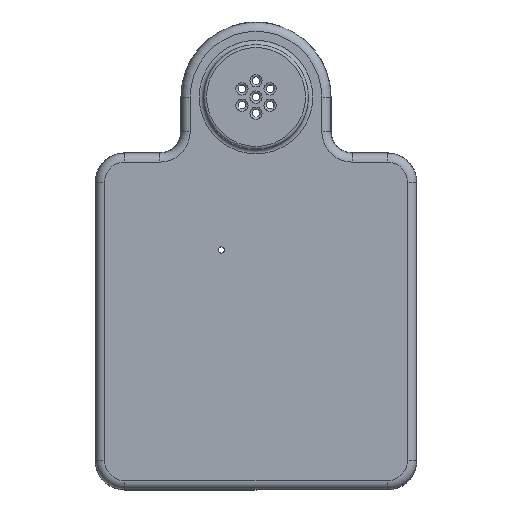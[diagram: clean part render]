
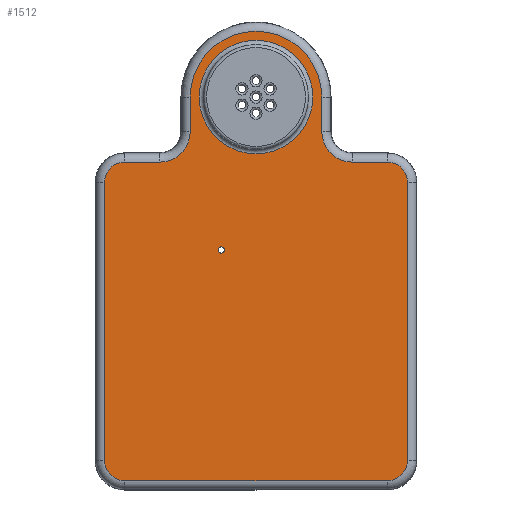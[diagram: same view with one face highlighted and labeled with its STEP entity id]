
A CAD part, top view. The second image highlights one B-rep face of the part: STEP entity #1512.
In plain terms, the highlighted planar face has unit normal (0, 0, 1).
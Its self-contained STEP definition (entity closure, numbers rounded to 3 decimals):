
#366=PLANE('',#4897);
#572=LINE('',#7167,#857);
#573=LINE('',#7172,#858);
#574=LINE('',#7176,#859);
#575=LINE('',#7180,#860);
#576=LINE('',#7184,#861);
#577=LINE('',#7188,#862);
#578=LINE('',#7192,#863);
#857=VECTOR('',#5275,1.);
#858=VECTOR('',#5278,1.);
#859=VECTOR('',#5281,1.);
#860=VECTOR('',#5284,1.);
#861=VECTOR('',#5287,1.);
#862=VECTOR('',#5290,1.);
#863=VECTOR('',#5293,1.);
#1512=ADVANCED_FACE('',(#1837,#1838,#1839),#366,.T.);
#1837=FACE_BOUND('',#1937,.T.);
#1838=FACE_BOUND('',#1938,.T.);
#1839=FACE_BOUND('',#1939,.T.);
#1937=EDGE_LOOP('',(#2424,#2425,#2426,#2427,#2428,#2429,#2430,#2431,#2432,
#2433,#2434,#2435,#2436,#2437));
#1938=EDGE_LOOP('',(#2438));
#1939=EDGE_LOOP('',(#2439));
#2424=ORIENTED_EDGE('',*,*,#4255,.T.);
#2425=ORIENTED_EDGE('',*,*,#4256,.T.);
#2426=ORIENTED_EDGE('',*,*,#4257,.T.);
#2427=ORIENTED_EDGE('',*,*,#4258,.T.);
#2428=ORIENTED_EDGE('',*,*,#4259,.T.);
#2429=ORIENTED_EDGE('',*,*,#4260,.T.);
#2430=ORIENTED_EDGE('',*,*,#4261,.T.);
#2431=ORIENTED_EDGE('',*,*,#4262,.T.);
#2432=ORIENTED_EDGE('',*,*,#4263,.T.);
#2433=ORIENTED_EDGE('',*,*,#4264,.T.);
#2434=ORIENTED_EDGE('',*,*,#4265,.T.);
#2435=ORIENTED_EDGE('',*,*,#4266,.T.);
#2436=ORIENTED_EDGE('',*,*,#4267,.T.);
#2437=ORIENTED_EDGE('',*,*,#4268,.T.);
#2438=ORIENTED_EDGE('',*,*,#4269,.T.);
#2439=ORIENTED_EDGE('',*,*,#4270,.T.);
#3798=VERTEX_POINT('',#7168);
#3799=VERTEX_POINT('',#7169);
#3800=VERTEX_POINT('',#7171);
#3801=VERTEX_POINT('',#7173);
#3802=VERTEX_POINT('',#7175);
#3803=VERTEX_POINT('',#7177);
#3804=VERTEX_POINT('',#7179);
#3805=VERTEX_POINT('',#7181);
#3806=VERTEX_POINT('',#7183);
#3807=VERTEX_POINT('',#7185);
#3808=VERTEX_POINT('',#7187);
#3809=VERTEX_POINT('',#7189);
#3810=VERTEX_POINT('',#7191);
#3811=VERTEX_POINT('',#7193);
#3812=VERTEX_POINT('',#7196);
#3813=VERTEX_POINT('',#7198);
#4255=EDGE_CURVE('',#3798,#3799,#572,.T.);
#4256=EDGE_CURVE('',#3799,#3800,#4789,.T.);
#4257=EDGE_CURVE('',#3800,#3801,#573,.T.);
#4258=EDGE_CURVE('',#3801,#3802,#4790,.T.);
#4259=EDGE_CURVE('',#3802,#3803,#574,.T.);
#4260=EDGE_CURVE('',#3803,#3804,#4791,.T.);
#4261=EDGE_CURVE('',#3804,#3805,#575,.T.);
#4262=EDGE_CURVE('',#3805,#3806,#4792,.T.);
#4263=EDGE_CURVE('',#3806,#3807,#576,.T.);
#4264=EDGE_CURVE('',#3807,#3808,#4793,.T.);
#4265=EDGE_CURVE('',#3808,#3809,#577,.T.);
#4266=EDGE_CURVE('',#3809,#3810,#4794,.T.);
#4267=EDGE_CURVE('',#3810,#3811,#578,.T.);
#4268=EDGE_CURVE('',#3811,#3798,#4795,.T.);
#4269=EDGE_CURVE('',#3812,#3812,#4796,.T.);
#4270=EDGE_CURVE('',#3813,#3813,#4797,.T.);
#4789=CIRCLE('',#4888,7.508);
#4790=CIRCLE('',#4889,3.492);
#4791=CIRCLE('',#4890,2.308);
#4792=CIRCLE('',#4891,2.308);
#4793=CIRCLE('',#4892,2.308);
#4794=CIRCLE('',#4893,2.308);
#4795=CIRCLE('',#4894,3.492);
#4796=CIRCLE('',#4895,6.487);
#4797=CIRCLE('',#4896,0.35);
#4888=AXIS2_PLACEMENT_3D('',#7170,#5276,#5277);
#4889=AXIS2_PLACEMENT_3D('',#7174,#5279,#5280);
#4890=AXIS2_PLACEMENT_3D('',#7178,#5282,#5283);
#4891=AXIS2_PLACEMENT_3D('',#7182,#5285,#5286);
#4892=AXIS2_PLACEMENT_3D('',#7186,#5288,#5289);
#4893=AXIS2_PLACEMENT_3D('',#7190,#5291,#5292);
#4894=AXIS2_PLACEMENT_3D('',#7194,#5294,#5295);
#4895=AXIS2_PLACEMENT_3D('',#7195,#5296,#5297);
#4896=AXIS2_PLACEMENT_3D('',#7197,#5298,#5299);
#4897=AXIS2_PLACEMENT_3D('',#7199,#5300,#5301);
#5275=DIRECTION('',(0.,1.,0.));
#5276=DIRECTION('',(0.,0.,1.));
#5277=DIRECTION('',(1.,0.,0.));
#5278=DIRECTION('',(0.,-1.,0.));
#5279=DIRECTION('',(0.,0.,-1.));
#5280=DIRECTION('',(1.,0.,0.));
#5281=DIRECTION('',(-1.,0.,0.));
#5282=DIRECTION('',(0.,0.,1.));
#5283=DIRECTION('',(1.,0.,0.));
#5284=DIRECTION('',(0.,-1.,0.));
#5285=DIRECTION('',(0.,0.,1.));
#5286=DIRECTION('',(1.,0.,0.));
#5287=DIRECTION('',(1.,0.,0.));
#5288=DIRECTION('',(0.,0.,1.));
#5289=DIRECTION('',(1.,0.,0.));
#5290=DIRECTION('',(0.,1.,0.));
#5291=DIRECTION('',(0.,0.,1.));
#5292=DIRECTION('',(1.,0.,0.));
#5293=DIRECTION('',(-1.,0.,0.));
#5294=DIRECTION('',(0.,0.,-1.));
#5295=DIRECTION('',(1.,0.,0.));
#5296=DIRECTION('',(0.,0.,-1.));
#5297=DIRECTION('',(1.,0.,0.));
#5298=DIRECTION('',(0.,0.,-1.));
#5299=DIRECTION('',(1.,0.,0.));
#5300=DIRECTION('',(0.,0.,1.));
#5301=DIRECTION('',(1.,0.,0.));
#7167=CARTESIAN_POINT('',(7.508,44.865,1.2));
#7168=CARTESIAN_POINT('',(7.508,40.925,1.2));
#7169=CARTESIAN_POINT('',(7.508,44.865,1.2));
#7170=CARTESIAN_POINT('',(0.,44.865,1.2));
#7171=CARTESIAN_POINT('',(-7.508,44.865,1.2));
#7172=CARTESIAN_POINT('',(-7.508,40.925,1.2));
#7173=CARTESIAN_POINT('',(-7.508,40.925,1.2));
#7174=CARTESIAN_POINT('',(-11.,40.925,1.2));
#7175=CARTESIAN_POINT('',(-11.,37.433,1.2));
#7176=CARTESIAN_POINT('',(-15.,37.433,1.2));
#7177=CARTESIAN_POINT('',(-15.,37.433,1.2));
#7178=CARTESIAN_POINT('',(-15.,35.125,1.2));
#7179=CARTESIAN_POINT('',(-17.308,35.125,1.2));
#7180=CARTESIAN_POINT('',(-17.308,3.375,1.2));
#7181=CARTESIAN_POINT('',(-17.308,3.375,1.2));
#7182=CARTESIAN_POINT('',(-15.,3.375,1.2));
#7183=CARTESIAN_POINT('',(-15.,1.067,1.2));
#7184=CARTESIAN_POINT('',(15.,1.067,1.2));
#7185=CARTESIAN_POINT('',(15.,1.067,1.2));
#7186=CARTESIAN_POINT('',(15.,3.375,1.2));
#7187=CARTESIAN_POINT('',(17.308,3.375,1.2));
#7188=CARTESIAN_POINT('',(17.308,35.125,1.2));
#7189=CARTESIAN_POINT('',(17.308,35.125,1.2));
#7190=CARTESIAN_POINT('',(15.,35.125,1.2));
#7191=CARTESIAN_POINT('',(15.,37.433,1.2));
#7192=CARTESIAN_POINT('',(11.,37.433,1.2));
#7193=CARTESIAN_POINT('',(11.,37.433,1.2));
#7194=CARTESIAN_POINT('',(11.,40.925,1.2));
#7195=CARTESIAN_POINT('',(0.,44.865,1.2));
#7196=CARTESIAN_POINT('',(6.487,44.865,1.2));
#7197=CARTESIAN_POINT('',(-3.975,27.4,1.2));
#7198=CARTESIAN_POINT('',(-3.625,27.4,1.2));
#7199=CARTESIAN_POINT('',(-15.,35.125,1.2));
